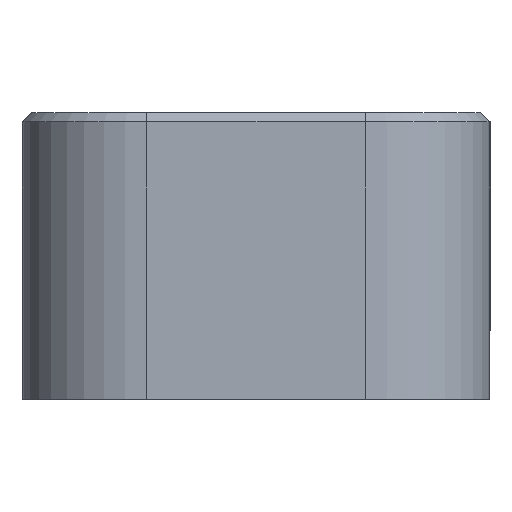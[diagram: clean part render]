
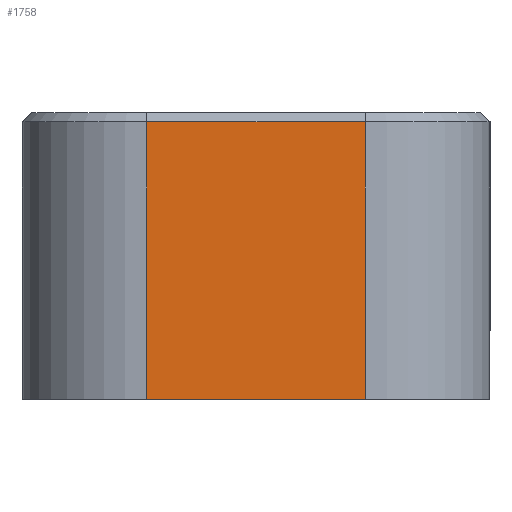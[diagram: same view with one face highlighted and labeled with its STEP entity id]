
A CAD part, left-side view. The second image highlights one B-rep face of the part: STEP entity #1758.
In plain terms, the highlighted planar face has unit normal (-1, 0, 0).
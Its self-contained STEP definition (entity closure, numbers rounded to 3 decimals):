
#75=PLANE('',#1892);
#144=FACE_OUTER_BOUND('',#251,.T.);
#251=EDGE_LOOP('',(#1284,#1285,#1286,#1287));
#436=LINE('',#2673,#629);
#445=LINE('',#2692,#638);
#446=LINE('',#2696,#639);
#447=LINE('',#2697,#640);
#629=VECTOR('',#2114,10.);
#638=VECTOR('',#2131,10.);
#639=VECTOR('',#2136,10.);
#640=VECTOR('',#2137,10.);
#827=VERTEX_POINT('',#2665);
#829=VERTEX_POINT('',#2671);
#835=VERTEX_POINT('',#2691);
#836=VERTEX_POINT('',#2695);
#999=EDGE_CURVE('',#829,#827,#436,.T.);
#1009=EDGE_CURVE('',#827,#835,#445,.T.);
#1011=EDGE_CURVE('',#836,#829,#446,.T.);
#1012=EDGE_CURVE('',#835,#836,#447,.T.);
#1284=ORIENTED_EDGE('',*,*,#999,.F.);
#1285=ORIENTED_EDGE('',*,*,#1011,.F.);
#1286=ORIENTED_EDGE('',*,*,#1012,.F.);
#1287=ORIENTED_EDGE('',*,*,#1009,.F.);
#1758=ADVANCED_FACE('',(#144),#75,.T.);
#1892=AXIS2_PLACEMENT_3D('',#2694,#2134,#2135);
#2114=DIRECTION('',(0.,-1.,0.));
#2131=DIRECTION('',(0.,0.,-1.));
#2134=DIRECTION('center_axis',(-1.,0.,0.));
#2135=DIRECTION('ref_axis',(0.,1.,0.));
#2136=DIRECTION('',(0.,0.,1.));
#2137=DIRECTION('',(0.,1.,0.));
#2665=CARTESIAN_POINT('',(-29.15,-155.461,16.7));
#2671=CARTESIAN_POINT('',(-29.15,-145.861,16.7));
#2673=CARTESIAN_POINT('',(-29.15,-156.461,16.7));
#2691=CARTESIAN_POINT('',(-29.15,-155.461,4.5));
#2692=CARTESIAN_POINT('',(-29.15,-155.461,12.3));
#2694=CARTESIAN_POINT('Origin',(-29.15,-160.961,17.1));
#2695=CARTESIAN_POINT('',(-29.15,-145.861,4.5));
#2696=CARTESIAN_POINT('',(-29.15,-145.861,12.3));
#2697=CARTESIAN_POINT('',(-29.15,-160.961,4.5));
